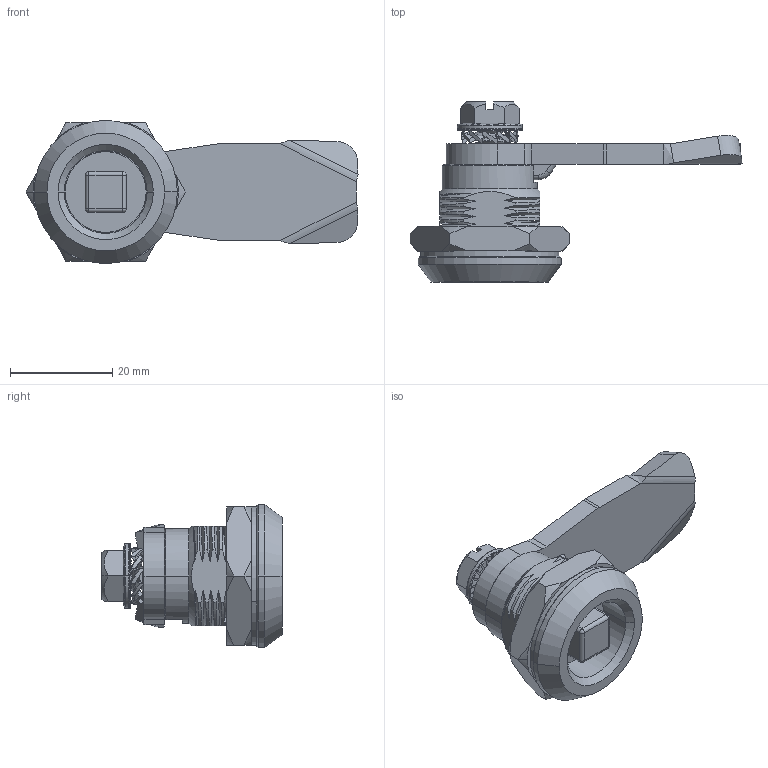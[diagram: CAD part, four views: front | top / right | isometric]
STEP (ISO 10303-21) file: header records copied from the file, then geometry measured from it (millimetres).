
FILE_DESCRIPTION (( 'STEP AP203' ), '1' );
FILE_NAME ('KY48.5.0.60.0- Paslanmaz.STEP', '2022-09-06T05:28:44', ( '' ), ( '' ), 'SwSTEP 2.0', 'SolidWorks 2021', '' );
FILE_SCHEMA (( 'CONFIG_CONTROL_DESIGN' ));
Length unit declared in the file: millimetre
Products named in the file (1): KY48.5.0.60.0- Paslanmaz
Bounding box: 64.9 x 35.22 x 28 mm (x, y, z)
Surface area: 8281.3 mm2 (no closed solid volume)
Topology: 0 solids, 16 shells, 353 faces, 1133 edges, 757 vertices
Faces by surface type: plane 123, bspline 101, cylinder 62, cone 32, torus 30, sphere 5
Entity records: 27301 total; most frequent: CARTESIAN_POINT 18597, ORIENTED_EDGE 1896, DIRECTION 1417, EDGE_CURVE 1129, VERTEX_POINT 757, LINE 495, VECTOR 495, AXIS2_PLACEMENT_3D 461
